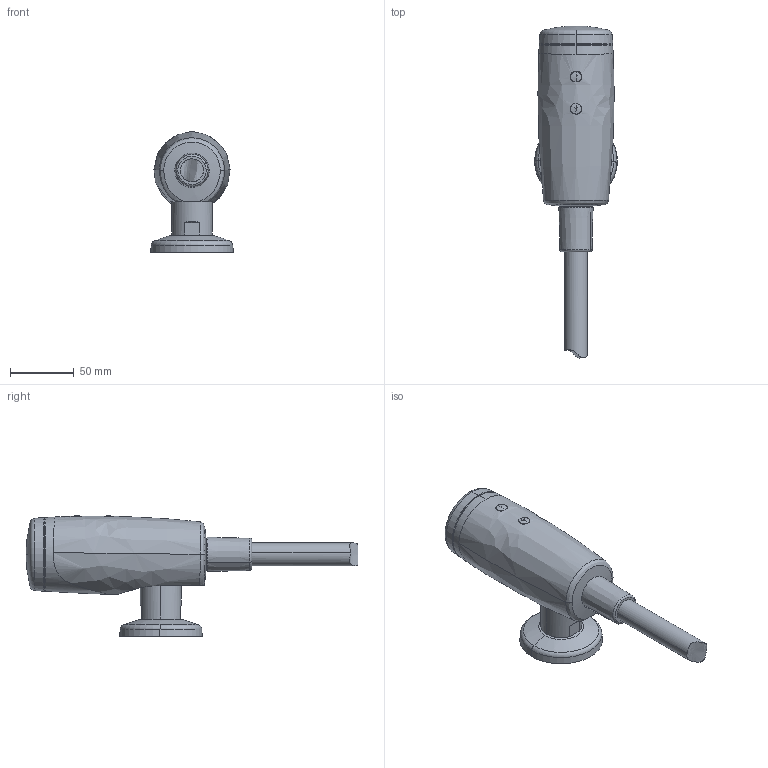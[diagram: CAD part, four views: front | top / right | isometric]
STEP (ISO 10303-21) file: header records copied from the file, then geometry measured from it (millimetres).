
FILE_DESCRIPTION (( 'STEP AP203' ), '1' );
FILE_NAME ('6567Z(2020)+09440179.STEP', '2020-02-12T11:50:23', ( '' ), ( '' ), 'SwSTEP 2.0', 'SolidWorks 2016', '' );
FILE_SCHEMA (( 'CONFIG_CONTROL_DESIGN' ));
Length unit declared in the file: millimetre
Products named in the file (1): 6567Z(2020)+09440179
Bounding box: 64.98 x 260.77 x 94.78 mm (x, y, z)
Volume: 459702.3 mm3; surface area: 46397.2 mm2
Topology: 1 solids, 1 shells, 75 faces, 186 edges, 118 vertices
Faces by surface type: plane 17, torus 16, cylinder 13, cone 13, bspline 12, sphere 4
Entity records: 4457 total; most frequent: CARTESIAN_POINT 2737, ORIENTED_EDGE 364, DIRECTION 313, EDGE_CURVE 182, AXIS2_PLACEMENT_3D 142, VERTEX_POINT 118, EDGE_LOOP 84, CIRCLE 78
